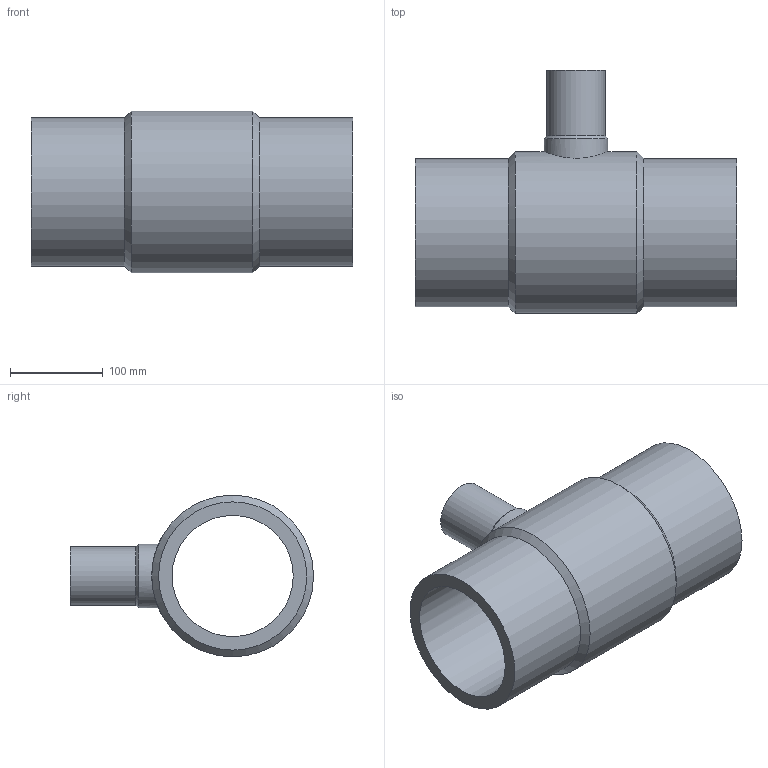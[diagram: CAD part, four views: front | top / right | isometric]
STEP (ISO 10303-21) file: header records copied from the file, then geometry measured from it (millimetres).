
FILE_DESCRIPTION (( 'STEP AP203' ), '1' );
FILE_NAME ('581247530.STEP', '2017-07-27T20:57:58', ( '' ), ( '' ), 'SwSTEP 2.0', 'SolidWorks 2017', '' );
FILE_SCHEMA (( 'CONFIG_CONTROL_DESIGN' ));
Length unit declared in the file: inch
Products named in the file (1): 581247530
Bounding box: 346.86 x 262.36 x 174.6 mm (x, y, z)
Volume: 2904334 mm3; surface area: 371681.4 mm2
Topology: 1 solids, 1 shells, 13 faces, 31 edges, 20 vertices
Faces by surface type: cylinder 7, cone 3, plane 3
Full cylindrical faces by diameter (mm): 51.4 x1, 63 x1, 68.8 x1, 130.8 x1, 160 x2, 174.6 x1
Entity records: 583 total; most frequent: CARTESIAN_POINT 270, DIRECTION 52, ORIENTED_EDGE 28, EDGE_LOOP 28, AXIS2_PLACEMENT_3D 26, FACE_OUTER_BOUND 20, VERTEX_POINT 14, EDGE_CURVE 14
